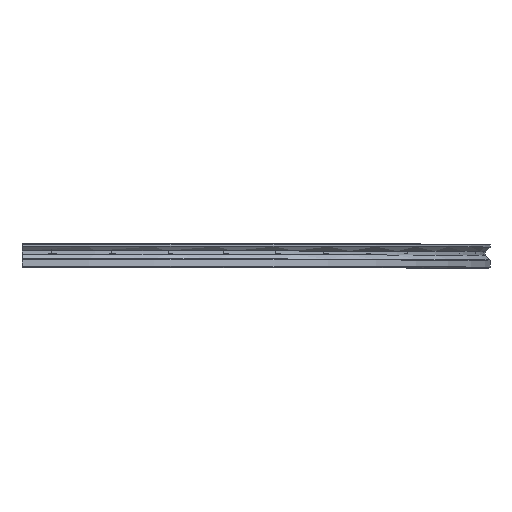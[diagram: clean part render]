
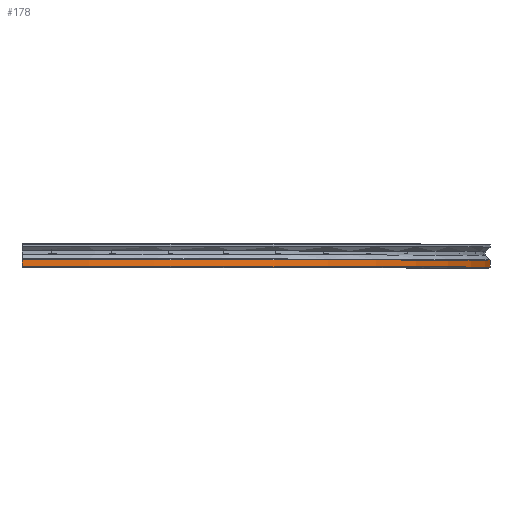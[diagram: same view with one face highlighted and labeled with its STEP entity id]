
A CAD part, top view. The second image highlights one B-rep face of the part: STEP entity #178.
In plain terms, the highlighted cylindrical face has radius 410 mm (diameter 820 mm), a partial arc.
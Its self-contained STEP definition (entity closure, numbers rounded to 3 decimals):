
#64 = DIRECTION ( 'NONE',  ( 0., 0., 1. ) ) ;
#158 = VERTEX_POINT ( 'NONE', #1602 ) ;
#178 = ADVANCED_FACE ( 'NONE', ( #1791 ), #2652, .T. ) ;
#280 = CARTESIAN_POINT ( 'NONE',  ( -400., 1., 0. ) ) ;
#283 = DIRECTION ( 'NONE',  ( 0., 1., 0. ) ) ;
#408 = CARTESIAN_POINT ( 'NONE',  ( 10., 1., 0. ) ) ;
#492 = EDGE_CURVE ( 'NONE', #804, #1626, #1636, .T. ) ;
#538 = EDGE_CURVE ( 'NONE', #755, #1626, #1189, .T. ) ;
#596 = ORIENTED_EDGE ( 'NONE', *, *, #910, .T. ) ;
#755 = VERTEX_POINT ( 'NONE', #408 ) ;
#775 = DIRECTION ( 'NONE',  ( 0., 1., 0. ) ) ;
#804 = VERTEX_POINT ( 'NONE', #1359 ) ;
#910 = EDGE_CURVE ( 'NONE', #158, #755, #2233, .T. ) ;
#984 = CARTESIAN_POINT ( 'NONE',  ( 10., 1., 0. ) ) ;
#1037 = LINE ( 'NONE', #1206, #1795 ) ;
#1143 = DIRECTION ( 'NONE',  ( 0., 1., 0. ) ) ;
#1165 = CARTESIAN_POINT ( 'NONE',  ( -400., 6.936, 0. ) ) ;
#1170 = EDGE_LOOP ( 'NONE', ( #1457, #2383, #596, #2039 ) ) ;
#1189 = LINE ( 'NONE', #984, #1912 ) ;
#1192 = CARTESIAN_POINT ( 'NONE',  ( -400., 0., 0. ) ) ;
#1206 = CARTESIAN_POINT ( 'NONE',  ( -400., 1., 410. ) ) ;
#1220 = DIRECTION ( 'NONE',  ( 0., 1., 0. ) ) ;
#1359 = CARTESIAN_POINT ( 'NONE',  ( -400., 6.936, 410. ) ) ;
#1409 = AXIS2_PLACEMENT_3D ( 'NONE', #1192, #1220, #2517 ) ;
#1453 = DIRECTION ( 'NONE',  ( 0., 1., 0. ) ) ;
#1457 = ORIENTED_EDGE ( 'NONE', *, *, #492, .F. ) ;
#1594 = AXIS2_PLACEMENT_3D ( 'NONE', #1165, #283, #2018 ) ;
#1602 = CARTESIAN_POINT ( 'NONE',  ( -400., 1., 410. ) ) ;
#1626 = VERTEX_POINT ( 'NONE', #2178 ) ;
#1636 = CIRCLE ( 'NONE', #1594, 410. ) ;
#1687 = AXIS2_PLACEMENT_3D ( 'NONE', #280, #1143, #64 ) ;
#1791 = FACE_OUTER_BOUND ( 'NONE', #1170, .T. ) ;
#1795 = VECTOR ( 'NONE', #775, 1000. ) ;
#1912 = VECTOR ( 'NONE', #1453, 1000. ) ;
#2018 = DIRECTION ( 'NONE',  ( 0., 0., 1. ) ) ;
#2039 = ORIENTED_EDGE ( 'NONE', *, *, #538, .T. ) ;
#2178 = CARTESIAN_POINT ( 'NONE',  ( 10., 6.936, 0. ) ) ;
#2233 = CIRCLE ( 'NONE', #1687, 410. ) ;
#2383 = ORIENTED_EDGE ( 'NONE', *, *, #2676, .F. ) ;
#2517 = DIRECTION ( 'NONE',  ( 0., 0., 1. ) ) ;
#2652 = CYLINDRICAL_SURFACE ( 'NONE', #1409, 410. ) ;
#2676 = EDGE_CURVE ( 'NONE', #158, #804, #1037, .T. ) ;
